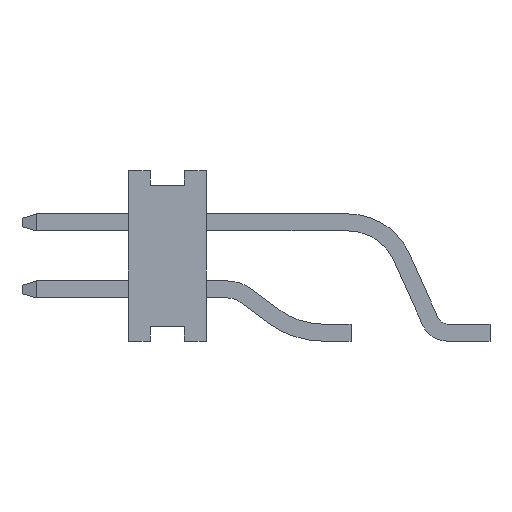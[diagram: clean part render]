
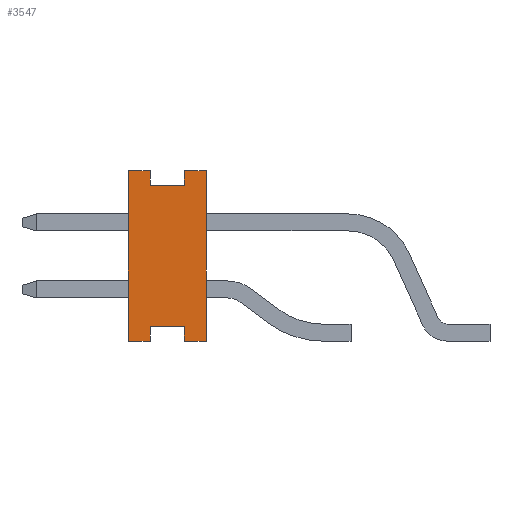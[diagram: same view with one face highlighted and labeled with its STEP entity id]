
A CAD part, front view. The second image highlights one B-rep face of the part: STEP entity #3547.
In plain terms, the highlighted face is planar.
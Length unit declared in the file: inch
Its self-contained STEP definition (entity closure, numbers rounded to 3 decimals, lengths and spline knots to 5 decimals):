
#142=DIRECTION('',(0.,1.,0.));
#143=VECTOR('',#142,0.0155);
#144=CARTESIAN_POINT('',(0.07875,-0.0275,-0.06));
#145=LINE('',#144,#143);
#154=DIRECTION('',(0.,0.,1.));
#155=VECTOR('',#154,0.12);
#156=CARTESIAN_POINT('',(0.07875,-0.0275,-0.06));
#157=LINE('',#156,#155);
#158=DIRECTION('',(0.,1.,0.));
#159=VECTOR('',#158,0.0155);
#160=CARTESIAN_POINT('',(0.07875,-0.0275,0.06));
#161=LINE('',#160,#159);
#162=DIRECTION('',(0.,1.,0.));
#163=VECTOR('',#162,0.0155);
#164=CARTESIAN_POINT('',(0.07875,0.012,0.06));
#165=LINE('',#164,#163);
#166=DIRECTION('',(0.,0.,-1.));
#167=VECTOR('',#166,0.12);
#168=CARTESIAN_POINT('',(0.07875,0.0275,0.06));
#169=LINE('',#168,#167);
#170=DIRECTION('',(0.,-1.,0.));
#171=VECTOR('',#170,0.0155);
#172=CARTESIAN_POINT('',(0.07875,0.0275,-0.06));
#173=LINE('',#172,#171);
#174=DIRECTION('',(0.,-1.,0.));
#175=VECTOR('',#174,0.024);
#176=CARTESIAN_POINT('',(0.07875,0.012,-0.05));
#177=LINE('',#176,#175);
#178=DIRECTION('',(0.,0.,1.));
#179=VECTOR('',#178,0.01);
#180=CARTESIAN_POINT('',(0.07875,-0.012,-0.06));
#181=LINE('',#180,#179);
#274=DIRECTION('',(0.,0.,-1.));
#275=VECTOR('',#274,0.01);
#276=CARTESIAN_POINT('',(0.07875,0.012,-0.05));
#277=LINE('',#276,#275);
#666=DIRECTION('',(0.,0.,-1.));
#667=VECTOR('',#666,0.01);
#668=CARTESIAN_POINT('',(0.07875,0.012,0.06));
#669=LINE('',#668,#667);
#750=DIRECTION('',(0.,-1.,0.));
#751=VECTOR('',#750,0.024);
#752=CARTESIAN_POINT('',(0.07875,0.012,0.05));
#753=LINE('',#752,#751);
#754=DIRECTION('',(0.,0.,1.));
#755=VECTOR('',#754,0.01);
#756=CARTESIAN_POINT('',(0.07875,-0.012,0.05));
#757=LINE('',#756,#755);
#2486=CARTESIAN_POINT('',(0.07875,-0.012,-0.05));
#2488=VERTEX_POINT('',#2486);
#2492=CARTESIAN_POINT('',(0.07875,0.012,-0.05));
#2493=VERTEX_POINT('',#2492);
#2666=CARTESIAN_POINT('',(0.07875,0.0275,-0.06));
#2667=VERTEX_POINT('',#2666);
#2668=CARTESIAN_POINT('',(0.07875,0.0275,0.06));
#2669=VERTEX_POINT('',#2668);
#2780=CARTESIAN_POINT('',(0.07875,-0.0275,-0.06));
#2781=VERTEX_POINT('',#2780);
#2782=CARTESIAN_POINT('',(0.07875,-0.0275,0.06));
#2783=VERTEX_POINT('',#2782);
#2908=CARTESIAN_POINT('',(0.07875,0.012,-0.06));
#2909=VERTEX_POINT('',#2908);
#2912=CARTESIAN_POINT('',(0.07875,-0.012,0.06));
#2913=VERTEX_POINT('',#2912);
#2924=CARTESIAN_POINT('',(0.07875,0.012,0.06));
#2925=VERTEX_POINT('',#2924);
#2928=CARTESIAN_POINT('',(0.07875,-0.012,-0.06));
#2929=VERTEX_POINT('',#2928);
#2930=CARTESIAN_POINT('',(0.07875,0.012,0.05));
#2931=VERTEX_POINT('',#2930);
#2932=CARTESIAN_POINT('',(0.07875,-0.012,0.05));
#2933=VERTEX_POINT('',#2932);
#3518=CARTESIAN_POINT('',(0.07875,0.,0.));
#3519=DIRECTION('',(1.,0.,0.));
#3520=DIRECTION('',(0.,0.,1.));
#3521=AXIS2_PLACEMENT_3D('',#3518,#3519,#3520);
#3522=PLANE('',#3521);
#3524=ORIENTED_EDGE('',*,*,#3523,.F.);
#3525=ORIENTED_EDGE('',*,*,#3502,.F.);
#3526=ORIENTED_EDGE('',*,*,#3269,.T.);
#3528=ORIENTED_EDGE('',*,*,#3527,.T.);
#3530=ORIENTED_EDGE('',*,*,#3529,.F.);
#3532=ORIENTED_EDGE('',*,*,#3531,.F.);
#3534=ORIENTED_EDGE('',*,*,#3533,.F.);
#3536=ORIENTED_EDGE('',*,*,#3535,.T.);
#3538=ORIENTED_EDGE('',*,*,#3537,.T.);
#3540=ORIENTED_EDGE('',*,*,#3539,.T.);
#3542=ORIENTED_EDGE('',*,*,#3541,.F.);
#3544=ORIENTED_EDGE('',*,*,#3543,.T.);
#3545=EDGE_LOOP('',(#3524,#3525,#3526,#3528,#3530,#3532,#3534,#3536,#3538,#3540,
#3542,#3544));
#3546=FACE_OUTER_BOUND('',#3545,.F.);
#3547=ADVANCED_FACE('',(#3546),#3522,.T.);
#3269=EDGE_CURVE('',#2781,#2783,#157,.T.);
#3502=EDGE_CURVE('',#2781,#2929,#145,.T.);
#3523=EDGE_CURVE('',#2929,#2488,#181,.T.);
#3527=EDGE_CURVE('',#2783,#2913,#161,.T.);
#3529=EDGE_CURVE('',#2933,#2913,#757,.T.);
#3531=EDGE_CURVE('',#2931,#2933,#753,.T.);
#3533=EDGE_CURVE('',#2925,#2931,#669,.T.);
#3535=EDGE_CURVE('',#2925,#2669,#165,.T.);
#3537=EDGE_CURVE('',#2669,#2667,#169,.T.);
#3539=EDGE_CURVE('',#2667,#2909,#173,.T.);
#3541=EDGE_CURVE('',#2493,#2909,#277,.T.);
#3543=EDGE_CURVE('',#2493,#2488,#177,.T.);
